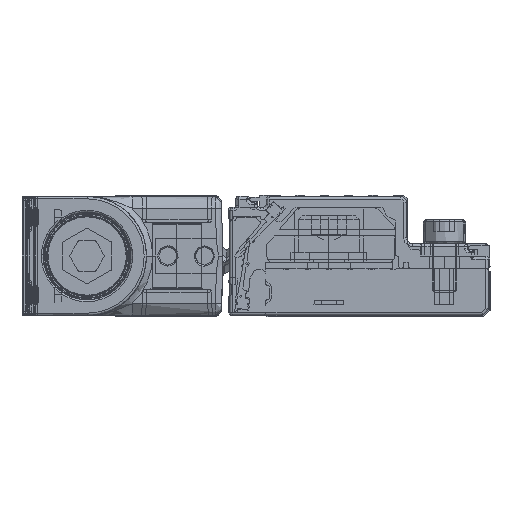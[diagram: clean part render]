
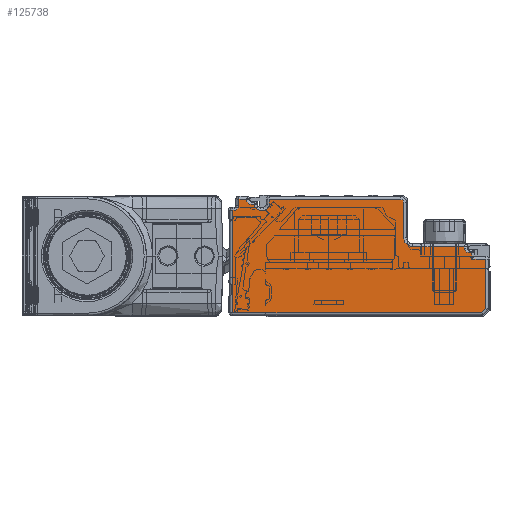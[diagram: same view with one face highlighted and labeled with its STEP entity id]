
A CAD part, left-side view. The second image highlights one B-rep face of the part: STEP entity #125738.
In plain terms, the highlighted planar face has unit normal (-1, 0, 0).
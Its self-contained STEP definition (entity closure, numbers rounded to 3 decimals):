
#125456=AXIS2_PLACEMENT_3D('Circle Axis2P3D',#125454,#125455,$) ;
#125595=AXIS2_PLACEMENT_3D('Plane Axis2P3D',#125592,#125593,#125594) ;
#125618=AXIS2_PLACEMENT_3D('Circle Axis2P3D',#125616,#125617,$) ;
#125632=AXIS2_PLACEMENT_3D('Circle Axis2P3D',#125630,#125631,$) ;
#125653=AXIS2_PLACEMENT_3D('Circle Axis2P3D',#125651,#125652,$) ;
#125667=AXIS2_PLACEMENT_3D('Circle Axis2P3D',#125665,#125666,$) ;
#125681=AXIS2_PLACEMENT_3D('Circle Axis2P3D',#125679,#125680,$) ;
#125702=AXIS2_PLACEMENT_3D('Circle Axis2P3D',#125700,#125701,$) ;
#121223=CARTESIAN_POINT('Vertex',(-3378.,42.3,-7.3)) ;
#121226=CARTESIAN_POINT('Line Origine',(-3378.,42.3,2.)) ;
#121230=CARTESIAN_POINT('Vertex',(-3378.,42.3,9.5)) ;
#121554=CARTESIAN_POINT('Vertex',(-3378.,1.407,-7.3)) ;
#121557=CARTESIAN_POINT('Line Origine',(-3378.,23.168,-7.3)) ;
#121594=CARTESIAN_POINT('Vertex',(-3378.,0.7,-6.593)) ;
#121597=CARTESIAN_POINT('Line Origine',(-3378.,-1.246,-4.646)) ;
#121634=CARTESIAN_POINT('Vertex',(-3378.,0.7,1.5)) ;
#121637=CARTESIAN_POINT('Line Origine',(-3378.,0.7,2.)) ;
#125371=CARTESIAN_POINT('Vertex',(-3378.,3.,2.5)) ;
#125427=CARTESIAN_POINT('Vertex',(-3378.,3.4,2.5)) ;
#125430=CARTESIAN_POINT('Line Origine',(-3378.,21.5,2.5)) ;
#125451=CARTESIAN_POINT('Vertex',(-3378.,4.2,3.3)) ;
#125454=CARTESIAN_POINT('Axis2P3D Location',(-3378.,3.4,3.3)) ;
#125577=CARTESIAN_POINT('Vertex',(-3378.,3.,1.5)) ;
#125580=CARTESIAN_POINT('Line Origine',(-3378.,21.5,1.5)) ;
#125592=CARTESIAN_POINT('Axis2P3D Location',(-3378.,0.2,-7.8)) ;
#125597=CARTESIAN_POINT('Line Origine',(-3378.,3.,2.)) ;
#125602=CARTESIAN_POINT('Line Origine',(-3378.,4.2,3.4)) ;
#125606=CARTESIAN_POINT('Vertex',(-3378.,4.2,3.5)) ;
#125609=CARTESIAN_POINT('Line Origine',(-3378.,8.45,3.5)) ;
#125613=CARTESIAN_POINT('Vertex',(-3378.,12.7,3.5)) ;
#125616=CARTESIAN_POINT('Axis2P3D Location',(-3378.,12.7,5.)) ;
#125620=CARTESIAN_POINT('Vertex',(-3378.,14.2,5.)) ;
#125623=CARTESIAN_POINT('Line Origine',(-3378.,14.2,7.9)) ;
#125627=CARTESIAN_POINT('Vertex',(-3378.,14.2,10.8)) ;
#125630=CARTESIAN_POINT('Axis2P3D Location',(-3378.,14.7,10.8)) ;
#125634=CARTESIAN_POINT('Vertex',(-3378.,14.7,11.3)) ;
#125637=CARTESIAN_POINT('Line Origine',(-3378.,25.5,11.3)) ;
#125641=CARTESIAN_POINT('Vertex',(-3378.,36.3,11.3)) ;
#125644=CARTESIAN_POINT('Line Origine',(-3378.,36.3,10.9)) ;
#125648=CARTESIAN_POINT('Vertex',(-3378.,36.3,10.5)) ;
#125651=CARTESIAN_POINT('Axis2P3D Location',(-3378.,37.3,10.5)) ;
#125655=CARTESIAN_POINT('Vertex',(-3378.,37.3,9.5)) ;
#125658=CARTESIAN_POINT('Line Origine',(-3378.,37.55,9.5)) ;
#125662=CARTESIAN_POINT('Vertex',(-3378.,37.8,9.5)) ;
#125665=CARTESIAN_POINT('Axis2P3D Location',(-3378.,37.8,10.5)) ;
#125669=CARTESIAN_POINT('Vertex',(-3378.,38.8,10.5)) ;
#125672=CARTESIAN_POINT('Line Origine',(-3378.,39.05,10.5)) ;
#125676=CARTESIAN_POINT('Vertex',(-3378.,39.3,10.5)) ;
#125679=CARTESIAN_POINT('Axis2P3D Location',(-3378.,39.3,11.3)) ;
#125683=CARTESIAN_POINT('Vertex',(-3378.,40.1,11.3)) ;
#125686=CARTESIAN_POINT('Line Origine',(-3378.,40.7,11.3)) ;
#125690=CARTESIAN_POINT('Vertex',(-3378.,41.3,11.3)) ;
#125693=CARTESIAN_POINT('Line Origine',(-3378.,41.3,10.8)) ;
#125697=CARTESIAN_POINT('Vertex',(-3378.,41.3,10.3)) ;
#125700=CARTESIAN_POINT('Axis2P3D Location',(-3378.,42.1,10.3)) ;
#125704=CARTESIAN_POINT('Vertex',(-3378.,42.1,9.5)) ;
#125707=CARTESIAN_POINT('Line Origine',(-3378.,42.2,9.5)) ;
#121227=DIRECTION('Vector Direction',(0.,0.,1.)) ;
#121558=DIRECTION('Vector Direction',(0.,1.,0.)) ;
#121598=DIRECTION('Vector Direction',(0.,0.707,-0.707)) ;
#121638=DIRECTION('Vector Direction',(0.,0.,-1.)) ;
#125431=DIRECTION('Vector Direction',(0.,-1.,0.)) ;
#125455=DIRECTION('Axis2P3D Direction',(1.,0.,0.)) ;
#125581=DIRECTION('Vector Direction',(0.,-1.,0.)) ;
#125593=DIRECTION('Axis2P3D Direction',(-1.,0.,0.)) ;
#125594=DIRECTION('Axis2P3D XDirection',(0.,0.,1.)) ;
#125598=DIRECTION('Vector Direction',(0.,0.,1.)) ;
#125603=DIRECTION('Vector Direction',(0.,0.,-1.)) ;
#125610=DIRECTION('Vector Direction',(0.,1.,0.)) ;
#125617=DIRECTION('Axis2P3D Direction',(-1.,0.,0.)) ;
#125624=DIRECTION('Vector Direction',(0.,0.,1.)) ;
#125631=DIRECTION('Axis2P3D Direction',(-1.,0.,0.)) ;
#125638=DIRECTION('Vector Direction',(0.,1.,0.)) ;
#125645=DIRECTION('Vector Direction',(0.,0.,-1.)) ;
#125652=DIRECTION('Axis2P3D Direction',(-1.,0.,0.)) ;
#125659=DIRECTION('Vector Direction',(0.,1.,0.)) ;
#125666=DIRECTION('Axis2P3D Direction',(-1.,0.,0.)) ;
#125673=DIRECTION('Vector Direction',(0.,-1.,0.)) ;
#125680=DIRECTION('Axis2P3D Direction',(-1.,0.,0.)) ;
#125687=DIRECTION('Vector Direction',(0.,1.,0.)) ;
#125694=DIRECTION('Vector Direction',(0.,0.,-1.)) ;
#125701=DIRECTION('Axis2P3D Direction',(-1.,0.,0.)) ;
#125708=DIRECTION('Vector Direction',(0.,1.,0.)) ;
#121228=VECTOR('Line Direction',#121227,1.) ;
#121559=VECTOR('Line Direction',#121558,1.) ;
#121599=VECTOR('Line Direction',#121598,1.) ;
#121639=VECTOR('Line Direction',#121638,1.) ;
#125432=VECTOR('Line Direction',#125431,1.) ;
#125582=VECTOR('Line Direction',#125581,1.) ;
#125599=VECTOR('Line Direction',#125598,1.) ;
#125604=VECTOR('Line Direction',#125603,1.) ;
#125611=VECTOR('Line Direction',#125610,1.) ;
#125625=VECTOR('Line Direction',#125624,1.) ;
#125639=VECTOR('Line Direction',#125638,1.) ;
#125646=VECTOR('Line Direction',#125645,1.) ;
#125660=VECTOR('Line Direction',#125659,1.) ;
#125674=VECTOR('Line Direction',#125673,1.) ;
#125688=VECTOR('Line Direction',#125687,1.) ;
#125695=VECTOR('Line Direction',#125694,1.) ;
#125709=VECTOR('Line Direction',#125708,1.) ;
#125713=ORIENTED_EDGE('',*,*,#125601,.T.) ;
#125714=ORIENTED_EDGE('',*,*,#125434,.T.) ;
#125715=ORIENTED_EDGE('',*,*,#125458,.T.) ;
#125716=ORIENTED_EDGE('',*,*,#125608,.T.) ;
#125717=ORIENTED_EDGE('',*,*,#125615,.T.) ;
#125718=ORIENTED_EDGE('',*,*,#125622,.T.) ;
#125719=ORIENTED_EDGE('',*,*,#125629,.T.) ;
#125720=ORIENTED_EDGE('',*,*,#125636,.T.) ;
#125721=ORIENTED_EDGE('',*,*,#125643,.T.) ;
#125722=ORIENTED_EDGE('',*,*,#125650,.T.) ;
#125723=ORIENTED_EDGE('',*,*,#125657,.T.) ;
#125724=ORIENTED_EDGE('',*,*,#125664,.T.) ;
#125725=ORIENTED_EDGE('',*,*,#125671,.T.) ;
#125726=ORIENTED_EDGE('',*,*,#125678,.T.) ;
#125727=ORIENTED_EDGE('',*,*,#125685,.T.) ;
#125728=ORIENTED_EDGE('',*,*,#125692,.T.) ;
#125729=ORIENTED_EDGE('',*,*,#125699,.T.) ;
#125730=ORIENTED_EDGE('',*,*,#125706,.T.) ;
#125731=ORIENTED_EDGE('',*,*,#125711,.T.) ;
#125732=ORIENTED_EDGE('',*,*,#121232,.T.) ;
#125733=ORIENTED_EDGE('',*,*,#121561,.T.) ;
#125734=ORIENTED_EDGE('',*,*,#121601,.T.) ;
#125735=ORIENTED_EDGE('',*,*,#121641,.T.) ;
#125736=ORIENTED_EDGE('',*,*,#125584,.T.) ;
#125738=ADVANCED_FACE('\X2\FF8AFF9FFF70FF82\X0\ \X2\FF8EFF9EFF83FF9EFF68FF70\X0\',(#125737),#125596,.T.) ;
#125457=CIRCLE('generated circle',#125456,0.8) ;
#125619=CIRCLE('generated circle',#125618,1.5) ;
#125633=CIRCLE('generated circle',#125632,0.5) ;
#125654=CIRCLE('generated circle',#125653,1.) ;
#125668=CIRCLE('generated circle',#125667,1.) ;
#125682=CIRCLE('generated circle',#125681,0.8) ;
#125703=CIRCLE('generated circle',#125702,0.8) ;
#121232=EDGE_CURVE('',#121231,#121224,#121229,.F.) ;
#121561=EDGE_CURVE('',#121224,#121555,#121560,.F.) ;
#121601=EDGE_CURVE('',#121555,#121595,#121600,.F.) ;
#121641=EDGE_CURVE('',#121595,#121635,#121640,.F.) ;
#125434=EDGE_CURVE('',#125372,#125428,#125433,.F.) ;
#125458=EDGE_CURVE('',#125428,#125452,#125457,.T.) ;
#125584=EDGE_CURVE('',#121635,#125578,#125583,.F.) ;
#125601=EDGE_CURVE('',#125578,#125372,#125600,.T.) ;
#125608=EDGE_CURVE('',#125452,#125607,#125605,.F.) ;
#125615=EDGE_CURVE('',#125607,#125614,#125612,.T.) ;
#125622=EDGE_CURVE('',#125614,#125621,#125619,.F.) ;
#125629=EDGE_CURVE('',#125621,#125628,#125626,.T.) ;
#125636=EDGE_CURVE('',#125628,#125635,#125633,.T.) ;
#125643=EDGE_CURVE('',#125635,#125642,#125640,.T.) ;
#125650=EDGE_CURVE('',#125642,#125649,#125647,.T.) ;
#125657=EDGE_CURVE('',#125649,#125656,#125654,.F.) ;
#125664=EDGE_CURVE('',#125656,#125663,#125661,.T.) ;
#125671=EDGE_CURVE('',#125663,#125670,#125668,.F.) ;
#125678=EDGE_CURVE('',#125670,#125677,#125675,.F.) ;
#125685=EDGE_CURVE('',#125677,#125684,#125682,.F.) ;
#125692=EDGE_CURVE('',#125684,#125691,#125689,.T.) ;
#125699=EDGE_CURVE('',#125691,#125698,#125696,.T.) ;
#125706=EDGE_CURVE('',#125698,#125705,#125703,.F.) ;
#125711=EDGE_CURVE('',#125705,#121231,#125710,.T.) ;
#125712=EDGE_LOOP('',(#125713,#125714,#125715,#125716,#125717,#125718,#125719,#125720,#125721,#125722,#125723,#125724,#125725,#125726,#125727,#125728,#125729,#125730,#125731,#125732,#125733,#125734,#125735,#125736)) ;
#125737=FACE_OUTER_BOUND('',#125712,.T.) ;
#121229=LINE('Line',#121226,#121228) ;
#121560=LINE('Line',#121557,#121559) ;
#121600=LINE('Line',#121597,#121599) ;
#121640=LINE('Line',#121637,#121639) ;
#125433=LINE('Line',#125430,#125432) ;
#125583=LINE('Line',#125580,#125582) ;
#125600=LINE('Line',#125597,#125599) ;
#125605=LINE('Line',#125602,#125604) ;
#125612=LINE('Line',#125609,#125611) ;
#125626=LINE('Line',#125623,#125625) ;
#125640=LINE('Line',#125637,#125639) ;
#125647=LINE('Line',#125644,#125646) ;
#125661=LINE('Line',#125658,#125660) ;
#125675=LINE('Line',#125672,#125674) ;
#125689=LINE('Line',#125686,#125688) ;
#125696=LINE('Line',#125693,#125695) ;
#125710=LINE('Line',#125707,#125709) ;
#125596=PLANE('',#125595) ;
#121224=VERTEX_POINT('',#121223) ;
#121231=VERTEX_POINT('',#121230) ;
#121555=VERTEX_POINT('',#121554) ;
#121595=VERTEX_POINT('',#121594) ;
#121635=VERTEX_POINT('',#121634) ;
#125372=VERTEX_POINT('',#125371) ;
#125428=VERTEX_POINT('',#125427) ;
#125452=VERTEX_POINT('',#125451) ;
#125578=VERTEX_POINT('',#125577) ;
#125607=VERTEX_POINT('',#125606) ;
#125614=VERTEX_POINT('',#125613) ;
#125621=VERTEX_POINT('',#125620) ;
#125628=VERTEX_POINT('',#125627) ;
#125635=VERTEX_POINT('',#125634) ;
#125642=VERTEX_POINT('',#125641) ;
#125649=VERTEX_POINT('',#125648) ;
#125656=VERTEX_POINT('',#125655) ;
#125663=VERTEX_POINT('',#125662) ;
#125670=VERTEX_POINT('',#125669) ;
#125677=VERTEX_POINT('',#125676) ;
#125684=VERTEX_POINT('',#125683) ;
#125691=VERTEX_POINT('',#125690) ;
#125698=VERTEX_POINT('',#125697) ;
#125705=VERTEX_POINT('',#125704) ;
